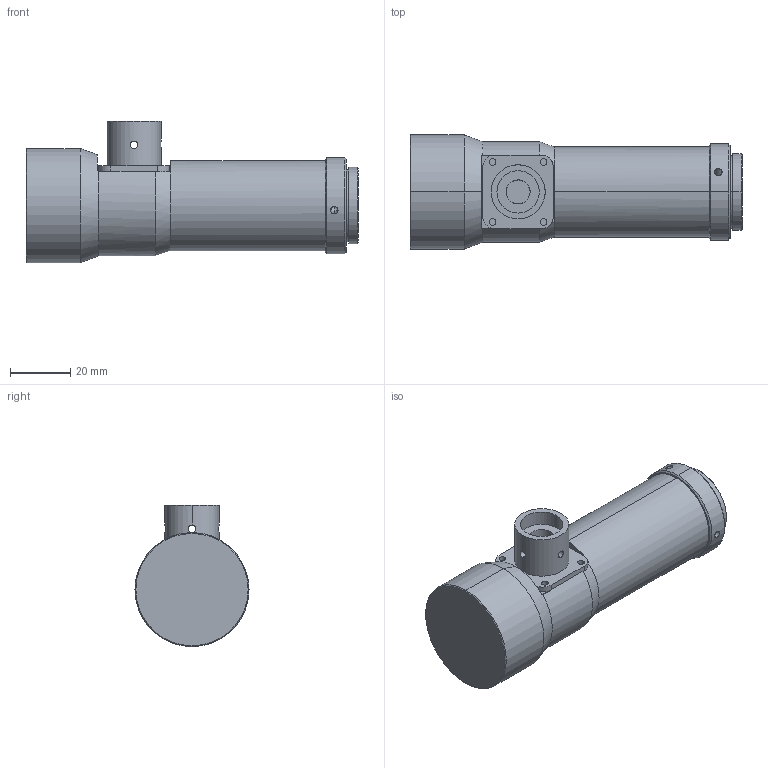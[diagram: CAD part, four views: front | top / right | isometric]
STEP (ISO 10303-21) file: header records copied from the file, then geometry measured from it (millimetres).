
FILE_DESCRIPTION (( 'STEP AP203' ), '1' );
FILE_NAME ('DTCA230-22C.STEP', '2018-04-11T08:59:10', ( '' ), ( '' ), 'SwSTEP 2.0', 'SolidWorks 2012', '' );
FILE_SCHEMA (( 'CONFIG_CONTROL_DESIGN' ));
Length unit declared in the file: millimetre
Products named in the file (1): DTCA230-22C
Bounding box: 110.58 x 38 x 47.05 mm (x, y, z)
Volume: 92267.4 mm3; surface area: 15408 mm2
Topology: 1 solids, 1 shells, 85 faces, 203 edges, 123 vertices
Faces by surface type: cylinder 43, plane 25, cone 17
Entity records: 2903 total; most frequent: CARTESIAN_POINT 870, DIRECTION 416, ORIENTED_EDGE 394, EDGE_CURVE 197, AXIS2_PLACEMENT_3D 165, VERTEX_POINT 123, EDGE_LOOP 102, LINE 86
